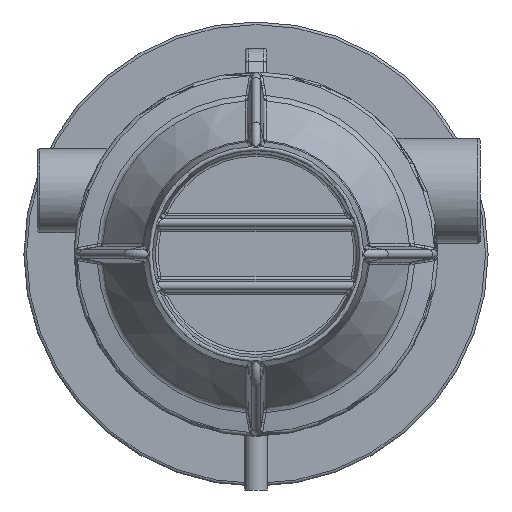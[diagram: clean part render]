
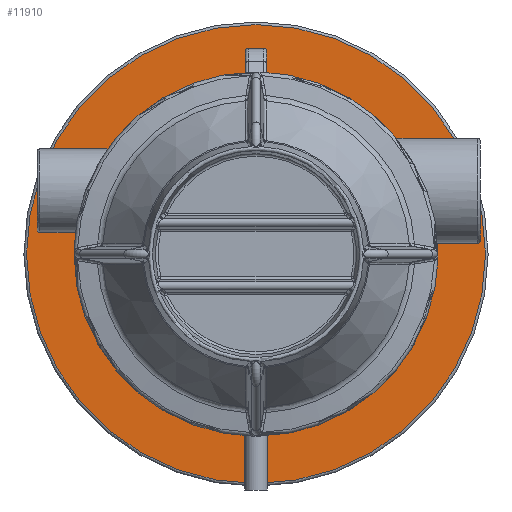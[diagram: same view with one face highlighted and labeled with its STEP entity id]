
A CAD part, front view. The second image highlights one B-rep face of the part: STEP entity #11910.
In plain terms, the highlighted planar face has unit normal (0, -1, 0).
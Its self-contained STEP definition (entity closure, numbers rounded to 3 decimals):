
#4383=FACE_BOUND('',#17887,.T.);
#4384=FACE_BOUND('',#17888,.T.);
#11910=ADVANCED_FACE('',(#4383,#4384),#13714,.T.);
#13714=PLANE('',#43652);
#17887=EDGE_LOOP('',(#26461));
#17888=EDGE_LOOP('',(#26462));
#26461=ORIENTED_EDGE('',*,*,#38285,.T.);
#26462=ORIENTED_EDGE('',*,*,#38286,.T.);
#33333=VERTEX_POINT('',#73537);
#33334=VERTEX_POINT('',#73539);
#38285=EDGE_CURVE('',#33333,#33333,#40919,.T.);
#38286=EDGE_CURVE('',#33334,#33334,#40920,.T.);
#40919=CIRCLE('',#43650,435.);
#40920=CIRCLE('',#43651,320.);
#43650=AXIS2_PLACEMENT_3D('',#73536,#50961,#50962);
#43651=AXIS2_PLACEMENT_3D('',#73538,#50963,#50964);
#43652=AXIS2_PLACEMENT_3D('',#73540,#50965,#50966);
#50961=DIRECTION('',(0.,-1.,0.));
#50962=DIRECTION('',(0.,0.,-1.));
#50963=DIRECTION('',(0.,1.,0.));
#50964=DIRECTION('',(0.,0.,-1.));
#50965=DIRECTION('',(0.,-1.,0.));
#50966=DIRECTION('',(0.,0.,-1.));
#73536=CARTESIAN_POINT('',(0.,-70.,0.));
#73537=CARTESIAN_POINT('',(0.,-70.,-435.));
#73538=CARTESIAN_POINT('',(0.,-70.,0.));
#73539=CARTESIAN_POINT('',(0.,-70.,-320.));
#73540=CARTESIAN_POINT('',(430.,-70.,0.));
